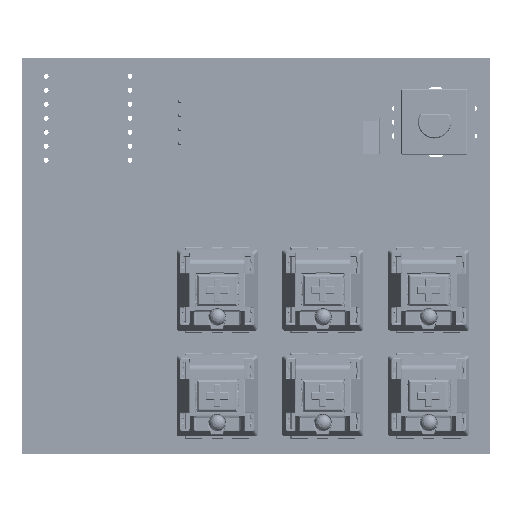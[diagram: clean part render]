
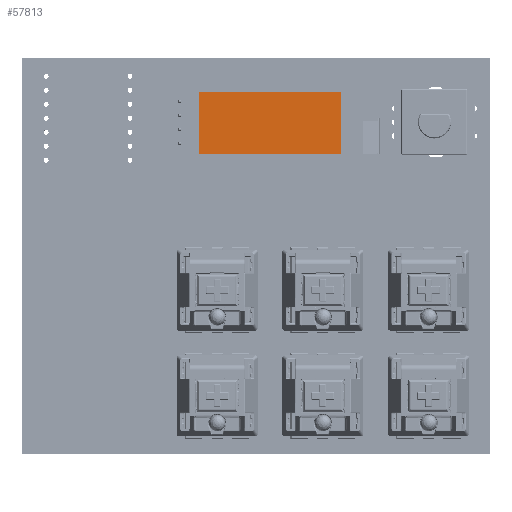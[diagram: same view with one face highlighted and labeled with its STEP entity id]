
A CAD part, top view. The second image highlights one B-rep face of the part: STEP entity #57813.
In plain terms, the highlighted planar face has unit normal (0, 0, 1).
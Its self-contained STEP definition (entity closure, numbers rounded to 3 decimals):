
#57704 = VERTEX_POINT('',#57705);
#57705 = CARTESIAN_POINT('',(11.7,5.65,2.51));
#57711 = EDGE_CURVE('',#57712,#57704,#57714,.T.);
#57712 = VERTEX_POINT('',#57713);
#57713 = CARTESIAN_POINT('',(11.7,-5.65,2.51));
#57714 = LINE('',#57715,#57716);
#57715 = CARTESIAN_POINT('',(11.7,5.65,2.51));
#57716 = VECTOR('',#57717,1.);
#57717 = DIRECTION('',(0.,1.,0.));
#57742 = EDGE_CURVE('',#57743,#57712,#57745,.T.);
#57743 = VERTEX_POINT('',#57744);
#57744 = CARTESIAN_POINT('',(-14.1,-5.65,2.51));
#57745 = LINE('',#57746,#57747);
#57746 = CARTESIAN_POINT('',(11.7,-5.65,2.51));
#57747 = VECTOR('',#57748,1.);
#57748 = DIRECTION('',(1.,0.,0.));
#57773 = EDGE_CURVE('',#57774,#57743,#57776,.T.);
#57774 = VERTEX_POINT('',#57775);
#57775 = CARTESIAN_POINT('',(-14.1,5.65,2.51));
#57776 = LINE('',#57777,#57778);
#57777 = CARTESIAN_POINT('',(-14.1,-5.65,2.51));
#57778 = VECTOR('',#57779,1.);
#57779 = DIRECTION('',(0.,-1.,0.));
#57802 = EDGE_CURVE('',#57704,#57774,#57803,.T.);
#57803 = LINE('',#57804,#57805);
#57804 = CARTESIAN_POINT('',(-14.1,5.65,2.51));
#57805 = VECTOR('',#57806,1.);
#57806 = DIRECTION('',(-1.,0.,0.));
#57813 = ADVANCED_FACE('',(#57814),#57820,.T.);
#57814 = FACE_BOUND('',#57815,.T.);
#57815 = EDGE_LOOP('',(#57816,#57817,#57818,#57819));
#57816 = ORIENTED_EDGE('',*,*,#57802,.T.);
#57817 = ORIENTED_EDGE('',*,*,#57773,.T.);
#57818 = ORIENTED_EDGE('',*,*,#57742,.T.);
#57819 = ORIENTED_EDGE('',*,*,#57711,.T.);
#57820 = PLANE('',#57821);
#57821 = AXIS2_PLACEMENT_3D('',#57822,#57823,#57824);
#57822 = CARTESIAN_POINT('',(-1.2,0.,2.51));
#57823 = DIRECTION('',(0.,0.,1.));
#57824 = DIRECTION('',(1.,0.,-0.));
